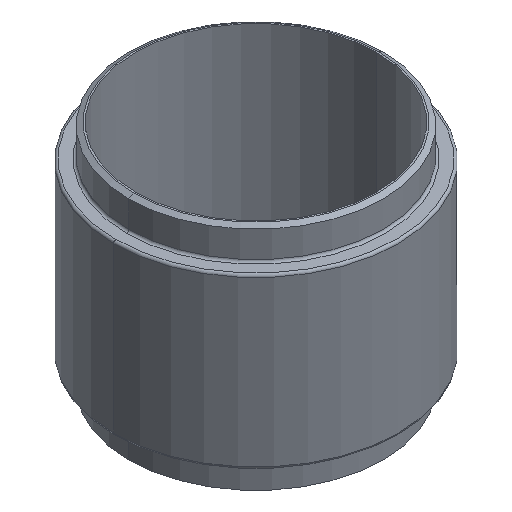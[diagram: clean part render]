
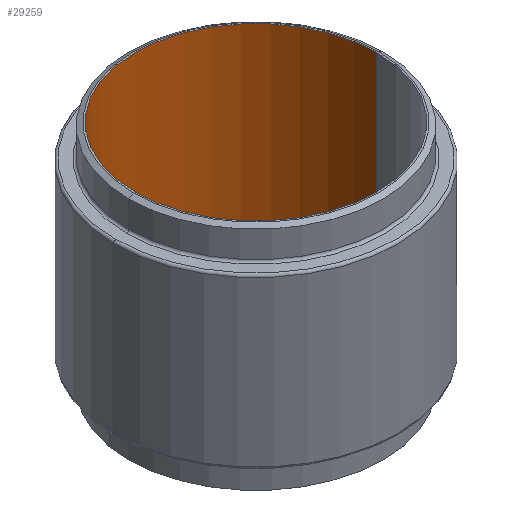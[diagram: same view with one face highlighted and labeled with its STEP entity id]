
A CAD part, isometric view. The second image highlights one B-rep face of the part: STEP entity #29259.
In plain terms, the highlighted cylindrical face has radius 153.95 mm (diameter 307.9 mm), a partial arc.
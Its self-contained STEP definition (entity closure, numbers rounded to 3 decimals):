
#437 = CARTESIAN_POINT ( 'NONE',  ( -153.95, 0., -295. ) ) ;
#2129 = CARTESIAN_POINT ( 'NONE',  ( 0., 0., -295. ) ) ;
#3045 = AXIS2_PLACEMENT_3D ( 'NONE', #24627, #20043, #24912 ) ;
#3348 = EDGE_CURVE ( 'NONE', #9127, #14703, #23503, .T. ) ;
#3410 = CIRCLE ( 'NONE', #16636, 153.95 ) ;
#4335 = CARTESIAN_POINT ( 'NONE',  ( 0., 0., 0. ) ) ;
#4481 = DIRECTION ( 'NONE',  ( 1., 0., 0. ) ) ;
#5139 = CARTESIAN_POINT ( 'NONE',  ( 153.95, 0., 0. ) ) ;
#5289 = VECTOR ( 'NONE', #16837, 1000. ) ;
#6276 = CARTESIAN_POINT ( 'NONE',  ( 153.95, 0., -295. ) ) ;
#7849 = EDGE_CURVE ( 'NONE', #16905, #9127, #12256, .T. ) ;
#8385 = EDGE_LOOP ( 'NONE', ( #13267, #16523, #11721, #15664 ) ) ;
#8503 = CARTESIAN_POINT ( 'NONE',  ( -153.95, 0., 0. ) ) ;
#8889 = VECTOR ( 'NONE', #17534, 1000. ) ;
#9127 = VERTEX_POINT ( 'NONE', #23224 ) ;
#11171 = DIRECTION ( 'NONE',  ( 0., 0., 1. ) ) ;
#11424 = VERTEX_POINT ( 'NONE', #437 ) ;
#11721 = ORIENTED_EDGE ( 'NONE', *, *, #7849, .T. ) ;
#12256 = LINE ( 'NONE', #5139, #5289 ) ;
#13267 = ORIENTED_EDGE ( 'NONE', *, *, #16902, .F. ) ;
#14703 = VERTEX_POINT ( 'NONE', #28619 ) ;
#15664 = ORIENTED_EDGE ( 'NONE', *, *, #3348, .T. ) ;
#16523 = ORIENTED_EDGE ( 'NONE', *, *, #20585, .F. ) ;
#16636 = AXIS2_PLACEMENT_3D ( 'NONE', #2129, #11171, #19934 ) ;
#16837 = DIRECTION ( 'NONE',  ( 0., 0., 1. ) ) ;
#16902 = EDGE_CURVE ( 'NONE', #11424, #14703, #28798, .T. ) ;
#16905 = VERTEX_POINT ( 'NONE', #6276 ) ;
#17534 = DIRECTION ( 'NONE',  ( 0., 0., 1. ) ) ;
#19934 = DIRECTION ( 'NONE',  ( 1., 0., 0. ) ) ;
#20043 = DIRECTION ( 'NONE',  ( 0., 0., 1. ) ) ;
#20585 = EDGE_CURVE ( 'NONE', #16905, #11424, #3410, .T. ) ;
#20633 = FACE_OUTER_BOUND ( 'NONE', #8385, .T. ) ;
#22271 = CYLINDRICAL_SURFACE ( 'NONE', #3045, 153.95 ) ;
#23224 = CARTESIAN_POINT ( 'NONE',  ( 153.95, 0., 0. ) ) ;
#23503 = CIRCLE ( 'NONE', #24437, 153.95 ) ;
#24437 = AXIS2_PLACEMENT_3D ( 'NONE', #4335, #27428, #4481 ) ;
#24627 = CARTESIAN_POINT ( 'NONE',  ( 0., 0., 0. ) ) ;
#24912 = DIRECTION ( 'NONE',  ( 1., 0., 0. ) ) ;
#27428 = DIRECTION ( 'NONE',  ( 0., 0., 1. ) ) ;
#28619 = CARTESIAN_POINT ( 'NONE',  ( -153.95, 0., 0. ) ) ;
#28798 = LINE ( 'NONE', #8503, #8889 ) ;
#29259 = ADVANCED_FACE ( 'NONE', ( #20633 ), #22271, .F. ) ;
